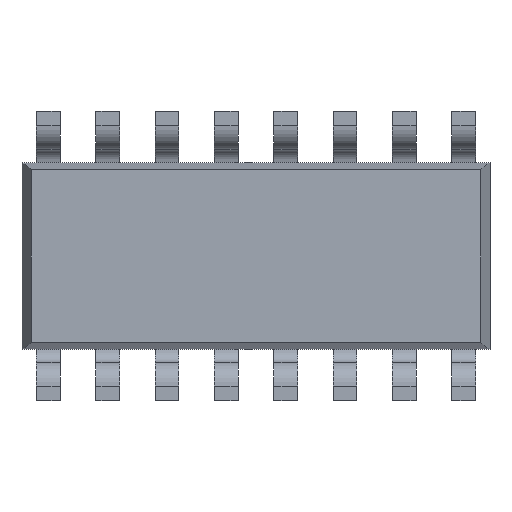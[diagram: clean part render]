
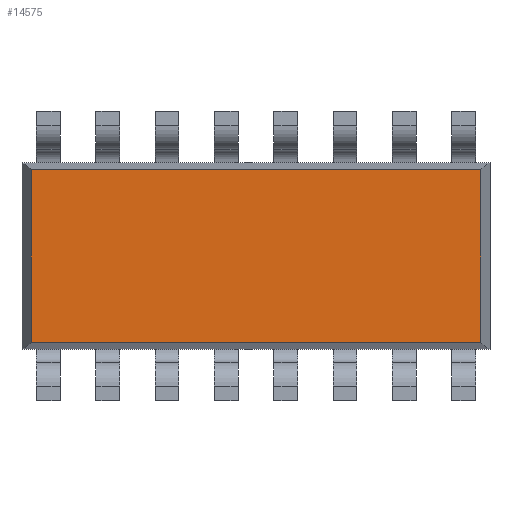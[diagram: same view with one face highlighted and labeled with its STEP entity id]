
A CAD part, front view. The second image highlights one B-rep face of the part: STEP entity #14575.
In plain terms, the highlighted planar face has unit normal (0, -1, 0).
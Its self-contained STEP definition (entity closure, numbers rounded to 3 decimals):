
#1286 = PLANE ( 'NONE',  #39016 ) ;
#4045 = VECTOR ( 'NONE', #32983, 1000. ) ;
#4422 = DIRECTION ( 'NONE',  ( -1., 0., 0. ) ) ;
#4469 = CARTESIAN_POINT ( 'NONE',  ( 5.445, 0.1, 1.85 ) ) ;
#4839 = LINE ( 'NONE', #24400, #12344 ) ;
#5027 = LINE ( 'NONE', #39397, #4045 ) ;
#5272 = EDGE_CURVE ( 'NONE', #22276, #17574, #34304, .T. ) ;
#5959 = ORIENTED_EDGE ( 'NONE', *, *, #20086, .F. ) ;
#6635 = ORIENTED_EDGE ( 'NONE', *, *, #9873, .T. ) ;
#7205 = LINE ( 'NONE', #33035, #40175 ) ;
#9873 = EDGE_CURVE ( 'NONE', #17574, #40556, #4839, .T. ) ;
#12344 = VECTOR ( 'NONE', #40617, 1000. ) ;
#13575 = ORIENTED_EDGE ( 'NONE', *, *, #5272, .T. ) ;
#14256 = CARTESIAN_POINT ( 'NONE',  ( 5.645, 0.1, 1.85 ) ) ;
#14575 = ADVANCED_FACE ( 'NONE', ( #32633 ), #1286, .T. ) ;
#17335 = VECTOR ( 'NONE', #24488, 1000. ) ;
#17484 = DIRECTION ( 'NONE',  ( 0., 0., -1. ) ) ;
#17574 = VERTEX_POINT ( 'NONE', #4469 ) ;
#20086 = EDGE_CURVE ( 'NONE', #22276, #36922, #7205, .T. ) ;
#22276 = VERTEX_POINT ( 'NONE', #36703 ) ;
#23681 = ORIENTED_EDGE ( 'NONE', *, *, #30412, .F. ) ;
#24400 = CARTESIAN_POINT ( 'NONE',  ( 5.645, 0.1, 1.85 ) ) ;
#24488 = DIRECTION ( 'NONE',  ( 0., 0., 1. ) ) ;
#30412 = EDGE_CURVE ( 'NONE', #36922, #40556, #5027, .T. ) ;
#32633 = FACE_OUTER_BOUND ( 'NONE', #37895, .T. ) ;
#32983 = DIRECTION ( 'NONE',  ( 0., 0., 1. ) ) ;
#33035 = CARTESIAN_POINT ( 'NONE',  ( 5.645, 0.1, -1.85 ) ) ;
#34304 = LINE ( 'NONE', #37235, #17335 ) ;
#35018 = CARTESIAN_POINT ( 'NONE',  ( -4.175, 0.1, -1.85 ) ) ;
#35255 = CARTESIAN_POINT ( 'NONE',  ( -4.175, 0.1, 1.85 ) ) ;
#36587 = DIRECTION ( 'NONE',  ( 0., -1., 0. ) ) ;
#36703 = CARTESIAN_POINT ( 'NONE',  ( 5.445, 0.1, -1.85 ) ) ;
#36922 = VERTEX_POINT ( 'NONE', #35018 ) ;
#37235 = CARTESIAN_POINT ( 'NONE',  ( 5.445, 0.1, -2.001 ) ) ;
#37895 = EDGE_LOOP ( 'NONE', ( #13575, #6635, #23681, #5959 ) ) ;
#39016 = AXIS2_PLACEMENT_3D ( 'NONE', #14256, #36587, #17484 ) ;
#39397 = CARTESIAN_POINT ( 'NONE',  ( -4.175, 0.1, -2.001 ) ) ;
#40175 = VECTOR ( 'NONE', #4422, 1000. ) ;
#40556 = VERTEX_POINT ( 'NONE', #35255 ) ;
#40617 = DIRECTION ( 'NONE',  ( -1., 0., 0. ) ) ;
